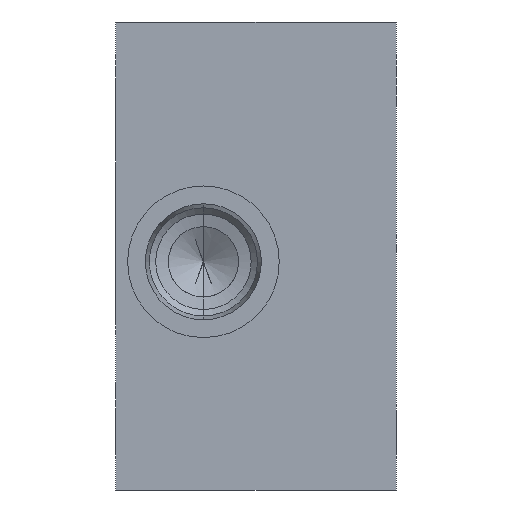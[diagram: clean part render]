
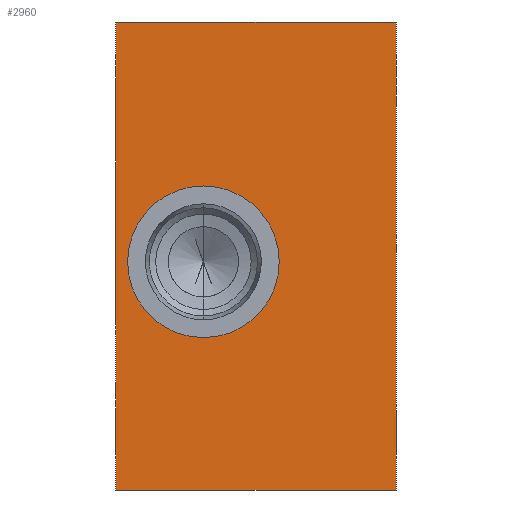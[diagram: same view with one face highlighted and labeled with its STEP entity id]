
A CAD part, front view. The second image highlights one B-rep face of the part: STEP entity #2960.
In plain terms, the highlighted planar face has unit normal (0, -1, 0).
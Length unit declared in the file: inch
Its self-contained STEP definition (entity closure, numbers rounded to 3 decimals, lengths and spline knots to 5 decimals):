
#5=DIRECTION('',(1.,0.,0.));
#6=VECTOR('',#5,1.5);
#7=CARTESIAN_POINT('',(0.,-3.,0.));
#8=LINE('',#7,#6);
#463=DIRECTION('',(0.,0.,1.));
#464=VECTOR('',#463,2.5);
#465=CARTESIAN_POINT('',(1.5,-3.,0.));
#466=LINE('',#465,#464);
#487=DIRECTION('',(0.,0.,1.));
#488=VECTOR('',#487,2.5);
#489=CARTESIAN_POINT('',(0.,-3.,0.));
#490=LINE('',#489,#488);
#491=CARTESIAN_POINT('',(0.469,-3.,1.219));
#492=DIRECTION('',(0.,1.,0.));
#493=DIRECTION('',(0.,0.,-1.));
#494=AXIS2_PLACEMENT_3D('',#491,#492,#493);
#496=CARTESIAN_POINT('',(0.469,-3.,1.219));
#497=DIRECTION('',(0.,1.,0.));
#498=DIRECTION('',(0.,0.,1.));
#499=AXIS2_PLACEMENT_3D('',#496,#497,#498);
#513=DIRECTION('',(1.,0.,0.));
#514=VECTOR('',#513,1.5);
#515=CARTESIAN_POINT('',(0.,-3.,2.5));
#516=LINE('',#515,#514);
#2462=CARTESIAN_POINT('',(0.,-3.,0.));
#2464=VERTEX_POINT('',#2462);
#2465=CARTESIAN_POINT('',(1.5,-3.,0.));
#2466=VERTEX_POINT('',#2465);
#2470=CARTESIAN_POINT('',(0.,-3.,2.5));
#2472=VERTEX_POINT('',#2470);
#2473=CARTESIAN_POINT('',(1.5,-3.,2.5));
#2474=VERTEX_POINT('',#2473);
#2693=CARTESIAN_POINT('',(0.469,-3.,0.814));
#2694=CARTESIAN_POINT('',(0.469,-3.,1.624));
#2695=VERTEX_POINT('',#2693);
#2696=VERTEX_POINT('',#2694);
#2942=CARTESIAN_POINT('',(0.,-3.,0.));
#2943=DIRECTION('',(0.,-1.,0.));
#2944=DIRECTION('',(1.,0.,0.));
#2945=AXIS2_PLACEMENT_3D('',#2942,#2943,#2944);
#2946=PLANE('',#2945);
#2947=ORIENTED_EDGE('',*,*,#2794,.F.);
#2948=ORIENTED_EDGE('',*,*,#2825,.T.);
#2950=ORIENTED_EDGE('',*,*,#2949,.T.);
#2951=ORIENTED_EDGE('',*,*,#2922,.F.);
#2952=EDGE_LOOP('',(#2947,#2948,#2950,#2951));
#2953=FACE_OUTER_BOUND('',#2952,.F.);
#2955=ORIENTED_EDGE('',*,*,#2954,.F.);
#2957=ORIENTED_EDGE('',*,*,#2956,.F.);
#2958=EDGE_LOOP('',(#2955,#2957));
#2959=FACE_BOUND('',#2958,.F.);
#2960=ADVANCED_FACE('',(#2953,#2959),#2946,.T.);
#495=CIRCLE('',#494,0.405);
#500=CIRCLE('',#499,0.405);
#2794=EDGE_CURVE('',#2464,#2466,#8,.T.);
#2825=EDGE_CURVE('',#2464,#2472,#490,.T.);
#2922=EDGE_CURVE('',#2466,#2474,#466,.T.);
#2949=EDGE_CURVE('',#2472,#2474,#516,.T.);
#2954=EDGE_CURVE('',#2695,#2696,#495,.T.);
#2956=EDGE_CURVE('',#2696,#2695,#500,.T.);
